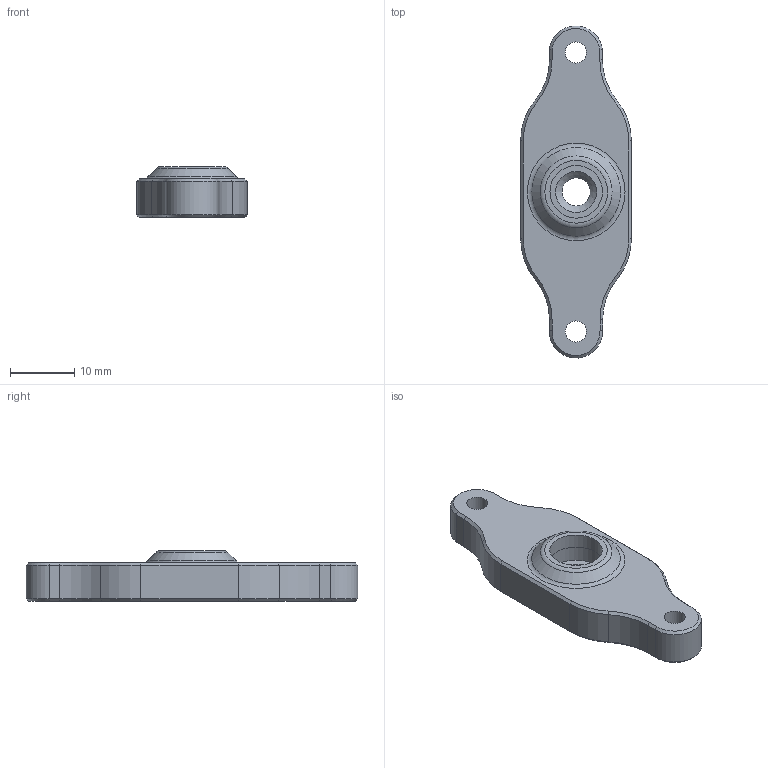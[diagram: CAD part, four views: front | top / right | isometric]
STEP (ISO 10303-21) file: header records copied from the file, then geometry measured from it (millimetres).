
FILE_DESCRIPTION(/* description */ (''),/* implementation_level */ '2;1');
FILE_NAME(/* name */ 'SherpaBowden.step',/* time_stamp */ '2020-12-23T16:25:55-08:00',/* author */ (''),/* organization */ (''),/* preprocessor_version */ 'ST-DEVELOPER v18.1',/* originating_system */ 'Autodesk Translation Framework v9.7.1.1290',/* authorisation */ '');
FILE_SCHEMA (('AUTOMOTIVE_DESIGN { 1 0 10303 214 3 1 1 }'));
Length unit declared in the file: millimetre
Products named in the file (1): FusionComponent
Bounding box: 17.26 x 51.77 x 7.9 mm (x, y, z)
Volume: 3776.3 mm3; surface area: 2228.6 mm2
Topology: 1 solids, 1 shells, 67 faces, 150 edges, 88 vertices
Faces by surface type: cone 25, plane 25, cylinder 15, torus 2
Full cylindrical faces by diameter (mm): 3.3 x2, 4.4 x1, 8.2 x1, 8.5 x1
Entity records: 1892 total; most frequent: DIRECTION 341, CARTESIAN_POINT 331, ORIENTED_EDGE 300, EDGE_CURVE 150, AXIS2_PLACEMENT_3D 130, VERTEX_POINT 88, LINE 81, VECTOR 81
